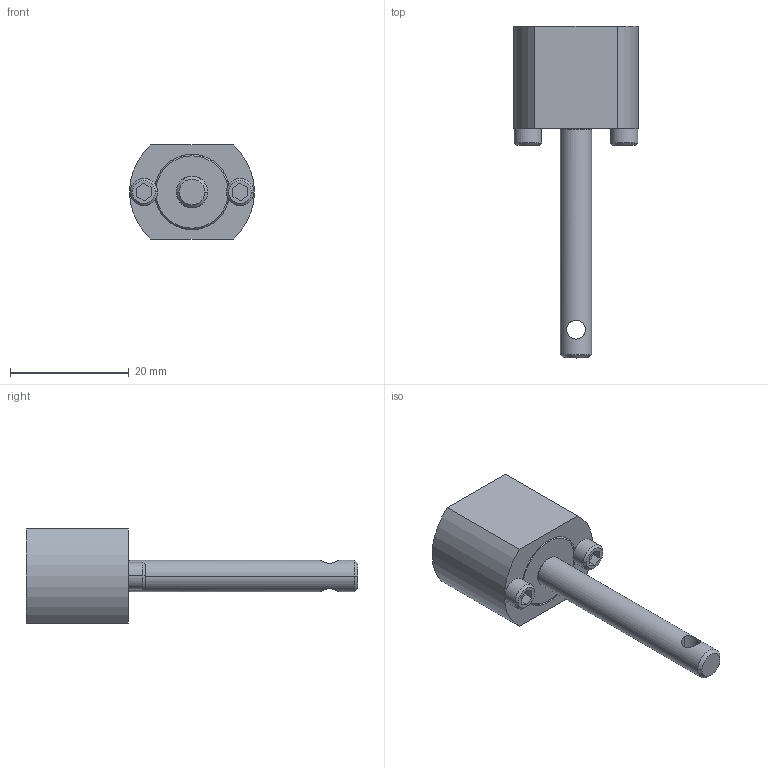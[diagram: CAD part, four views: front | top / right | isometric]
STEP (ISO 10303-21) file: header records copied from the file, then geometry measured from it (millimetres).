
FILE_DESCRIPTION (( 'STEP AP214' ), '1' );
FILE_NAME ('am-0293 Shift Block and Shaft Asm.STEP', '2014-08-20T20:46:23', ( '' ), ( '' ), 'SwSTEP 2.0', 'SolidWorks 2014', '' );
FILE_SCHEMA (( 'AUTOMOTIVE_DESIGN' ));
Length unit declared in the file: inch
Products named in the file (6): am-0170 Shifter Shaft; am-0124 Shift Block; am-0293 Shift Block and Shaft Asm; 0.1875 e-clip_97431A280; 4-40x0500_shcs_smart; R3 Bearing
Assembly tree (6 placements, depth 2):
  am-0293 Shift Block and Shaft Asm
    am-0124 Shift Block
    am-0170 Shifter Shaft
    R3 Bearing
    4-40x0500_shcs_smart  x2
    0.1875 e-clip_97431A280
Bounding box: 21.08 x 56.01 x 15.88 mm (x, y, z)
Volume: 5622.8 mm3; surface area: 4002.8 mm2
Topology: 6 solids, 6 shells, 111 faces, 244 edges, 156 vertices
Faces by surface type: cylinder 48, plane 43, cone 20
Entity records: 2982 total; most frequent: CARTESIAN_POINT 544, DIRECTION 506, ORIENTED_EDGE 412, EDGE_CURVE 206, AXIS2_PLACEMENT_3D 202, VERTEX_POINT 132, EDGE_LOOP 108, VECTOR 102
